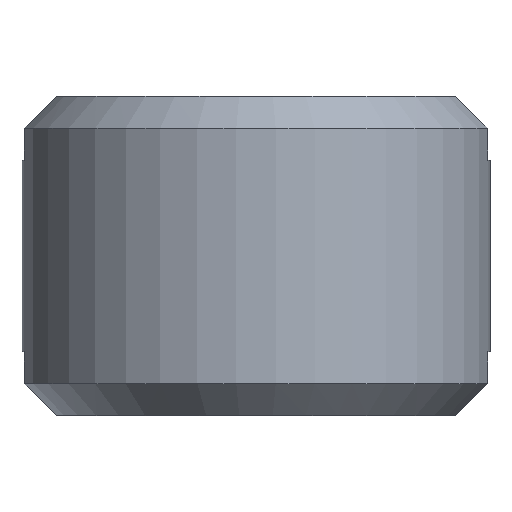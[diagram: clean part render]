
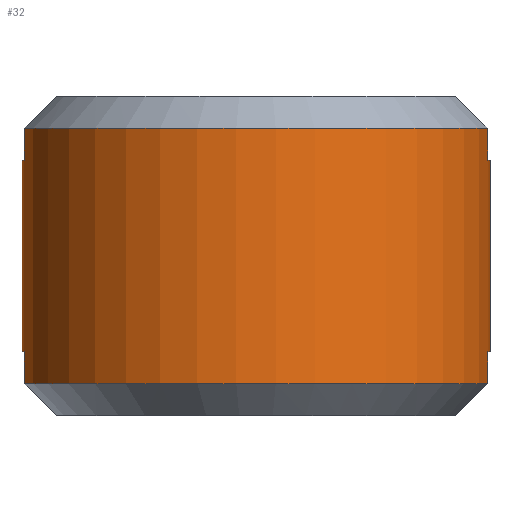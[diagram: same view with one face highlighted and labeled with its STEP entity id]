
A CAD part, front view. The second image highlights one B-rep face of the part: STEP entity #32.
In plain terms, the highlighted cylindrical face has radius 11 mm (diameter 22 mm), a partial arc.
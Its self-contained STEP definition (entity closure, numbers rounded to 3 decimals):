
#14 = VECTOR ( 'NONE', #194, 1000. ) ;
#28 = CIRCLE ( 'NONE', #578, 11. ) ;
#29 = CARTESIAN_POINT ( 'NONE',  ( 10.897, -1.5, -1.5 ) ) ;
#32 = ADVANCED_FACE ( 'NONE', ( #482 ), #301, .T. ) ;
#33 = EDGE_LOOP ( 'NONE', ( #268, #493, #176, #342, #57, #513, #36, #327, #540, #441, #372, #530 ) ) ;
#36 = ORIENTED_EDGE ( 'NONE', *, *, #127, .T. ) ;
#54 = CARTESIAN_POINT ( 'NONE',  ( 0., 0., 0. ) ) ;
#57 = ORIENTED_EDGE ( 'NONE', *, *, #415, .T. ) ;
#60 = EDGE_CURVE ( 'NONE', #449, #225, #363, .T. ) ;
#72 = CARTESIAN_POINT ( 'NONE',  ( 0., 0., -13.5 ) ) ;
#75 = VECTOR ( 'NONE', #251, 1000. ) ;
#79 = DIRECTION ( 'NONE',  ( 1., 0., 0. ) ) ;
#80 = DIRECTION ( 'NONE',  ( 1., 0., 0. ) ) ;
#91 = VERTEX_POINT ( 'NONE', #236 ) ;
#93 = VERTEX_POINT ( 'NONE', #147 ) ;
#98 = DIRECTION ( 'NONE',  ( 0., 0., 1. ) ) ;
#100 = LINE ( 'NONE', #243, #307 ) ;
#105 = DIRECTION ( 'NONE',  ( -1., 0., 0. ) ) ;
#112 = VECTOR ( 'NONE', #588, 1000. ) ;
#113 = VERTEX_POINT ( 'NONE', #145 ) ;
#127 = EDGE_CURVE ( 'NONE', #113, #399, #452, .T. ) ;
#141 = CIRCLE ( 'NONE', #271, 11. ) ;
#145 = CARTESIAN_POINT ( 'NONE',  ( 11., 0., -12. ) ) ;
#147 = CARTESIAN_POINT ( 'NONE',  ( 10.897, -1.5, -12. ) ) ;
#151 = EDGE_CURVE ( 'NONE', #399, #371, #207, .T. ) ;
#152 = CARTESIAN_POINT ( 'NONE',  ( 0., 0., -3. ) ) ;
#166 = DIRECTION ( 'NONE',  ( 0., 0., -1. ) ) ;
#167 = DIRECTION ( 'NONE',  ( 0., 0., 1. ) ) ;
#176 = ORIENTED_EDGE ( 'NONE', *, *, #312, .T. ) ;
#178 = EDGE_CURVE ( 'NONE', #93, #113, #28, .T. ) ;
#183 = VECTOR ( 'NONE', #167, 1000. ) ;
#191 = DIRECTION ( 'NONE',  ( 0., 0., -1. ) ) ;
#192 = VERTEX_POINT ( 'NONE', #397 ) ;
#194 = DIRECTION ( 'NONE',  ( 0., 0., 1. ) ) ;
#197 = DIRECTION ( 'NONE',  ( 1., 0., 0. ) ) ;
#207 = CIRCLE ( 'NONE', #253, 11. ) ;
#225 = VERTEX_POINT ( 'NONE', #559 ) ;
#227 = CARTESIAN_POINT ( 'NONE',  ( 10.897, -1.5, 0. ) ) ;
#229 = LINE ( 'NONE', #305, #183 ) ;
#236 = CARTESIAN_POINT ( 'NONE',  ( 10.897, -1.5, -13.5 ) ) ;
#243 = CARTESIAN_POINT ( 'NONE',  ( -10.897, -1.5, 0. ) ) ;
#251 = DIRECTION ( 'NONE',  ( 0., 0., 1. ) ) ;
#253 = AXIS2_PLACEMENT_3D ( 'NONE', #346, #166, #521 ) ;
#257 = LINE ( 'NONE', #227, #411 ) ;
#258 = CARTESIAN_POINT ( 'NONE',  ( -10.897, -1.5, -3. ) ) ;
#268 = ORIENTED_EDGE ( 'NONE', *, *, #393, .F. ) ;
#271 = AXIS2_PLACEMENT_3D ( 'NONE', #517, #476, #197 ) ;
#287 = EDGE_CURVE ( 'NONE', #405, #91, #464, .T. ) ;
#288 = DIRECTION ( 'NONE',  ( 0., 0., -1. ) ) ;
#290 = CARTESIAN_POINT ( 'NONE',  ( 11., 0., -3. ) ) ;
#292 = AXIS2_PLACEMENT_3D ( 'NONE', #72, #392, #80 ) ;
#295 = CARTESIAN_POINT ( 'NONE',  ( 10.897, -1.5, -3. ) ) ;
#301 = CYLINDRICAL_SURFACE ( 'NONE', #345, 11. ) ;
#302 = VERTEX_POINT ( 'NONE', #339 ) ;
#305 = CARTESIAN_POINT ( 'NONE',  ( -11., 0., 0. ) ) ;
#307 = VECTOR ( 'NONE', #288, 1000. ) ;
#312 = EDGE_CURVE ( 'NONE', #336, #405, #100, .T. ) ;
#315 = CARTESIAN_POINT ( 'NONE',  ( -10.897, -1.5, 0. ) ) ;
#322 = EDGE_CURVE ( 'NONE', #302, #336, #141, .T. ) ;
#327 = ORIENTED_EDGE ( 'NONE', *, *, #151, .T. ) ;
#336 = VERTEX_POINT ( 'NONE', #431 ) ;
#339 = CARTESIAN_POINT ( 'NONE',  ( -11., 0., -12. ) ) ;
#342 = ORIENTED_EDGE ( 'NONE', *, *, #287, .T. ) ;
#344 = DIRECTION ( 'NONE',  ( 0., 0., 1. ) ) ;
#345 = AXIS2_PLACEMENT_3D ( 'NONE', #54, #98, #457 ) ;
#346 = CARTESIAN_POINT ( 'NONE',  ( 0., 0., -3. ) ) ;
#349 = VERTEX_POINT ( 'NONE', #29 ) ;
#355 = CARTESIAN_POINT ( 'NONE',  ( 10.897, -1.5, 0. ) ) ;
#360 = CARTESIAN_POINT ( 'NONE',  ( 0., 0., -1.5 ) ) ;
#363 = CIRCLE ( 'NONE', #403, 11. ) ;
#371 = VERTEX_POINT ( 'NONE', #295 ) ;
#372 = ORIENTED_EDGE ( 'NONE', *, *, #474, .T. ) ;
#380 = AXIS2_PLACEMENT_3D ( 'NONE', #360, #413, #538 ) ;
#384 = CIRCLE ( 'NONE', #380, 11. ) ;
#392 = DIRECTION ( 'NONE',  ( 0., 0., 1. ) ) ;
#393 = EDGE_CURVE ( 'NONE', #302, #225, #229, .T. ) ;
#397 = CARTESIAN_POINT ( 'NONE',  ( -10.897, -1.5, -1.5 ) ) ;
#399 = VERTEX_POINT ( 'NONE', #290 ) ;
#403 = AXIS2_PLACEMENT_3D ( 'NONE', #152, #191, #105 ) ;
#405 = VERTEX_POINT ( 'NONE', #526 ) ;
#411 = VECTOR ( 'NONE', #542, 1000. ) ;
#413 = DIRECTION ( 'NONE',  ( 0., 0., 1. ) ) ;
#415 = EDGE_CURVE ( 'NONE', #91, #93, #565, .T. ) ;
#431 = CARTESIAN_POINT ( 'NONE',  ( -10.897, -1.5, -12. ) ) ;
#441 = ORIENTED_EDGE ( 'NONE', *, *, #494, .F. ) ;
#449 = VERTEX_POINT ( 'NONE', #258 ) ;
#452 = LINE ( 'NONE', #469, #14 ) ;
#457 = DIRECTION ( 'NONE',  ( 1., 0., 0. ) ) ;
#464 = CIRCLE ( 'NONE', #292, 11. ) ;
#469 = CARTESIAN_POINT ( 'NONE',  ( 11., 0., 0. ) ) ;
#474 = EDGE_CURVE ( 'NONE', #192, #449, #522, .T. ) ;
#476 = DIRECTION ( 'NONE',  ( 0., 0., 1. ) ) ;
#482 = FACE_OUTER_BOUND ( 'NONE', #33, .T. ) ;
#493 = ORIENTED_EDGE ( 'NONE', *, *, #322, .T. ) ;
#494 = EDGE_CURVE ( 'NONE', #192, #349, #384, .T. ) ;
#513 = ORIENTED_EDGE ( 'NONE', *, *, #178, .T. ) ;
#517 = CARTESIAN_POINT ( 'NONE',  ( 0., 0., -12. ) ) ;
#521 = DIRECTION ( 'NONE',  ( -1., 0., 0. ) ) ;
#522 = LINE ( 'NONE', #315, #112 ) ;
#526 = CARTESIAN_POINT ( 'NONE',  ( -10.897, -1.5, -13.5 ) ) ;
#530 = ORIENTED_EDGE ( 'NONE', *, *, #60, .T. ) ;
#538 = DIRECTION ( 'NONE',  ( 1., 0., 0. ) ) ;
#540 = ORIENTED_EDGE ( 'NONE', *, *, #569, .T. ) ;
#542 = DIRECTION ( 'NONE',  ( 0., 0., 1. ) ) ;
#559 = CARTESIAN_POINT ( 'NONE',  ( -11., 0., -3. ) ) ;
#565 = LINE ( 'NONE', #355, #75 ) ;
#569 = EDGE_CURVE ( 'NONE', #371, #349, #257, .T. ) ;
#575 = CARTESIAN_POINT ( 'NONE',  ( 0., 0., -12. ) ) ;
#578 = AXIS2_PLACEMENT_3D ( 'NONE', #575, #344, #79 ) ;
#588 = DIRECTION ( 'NONE',  ( 0., 0., -1. ) ) ;
